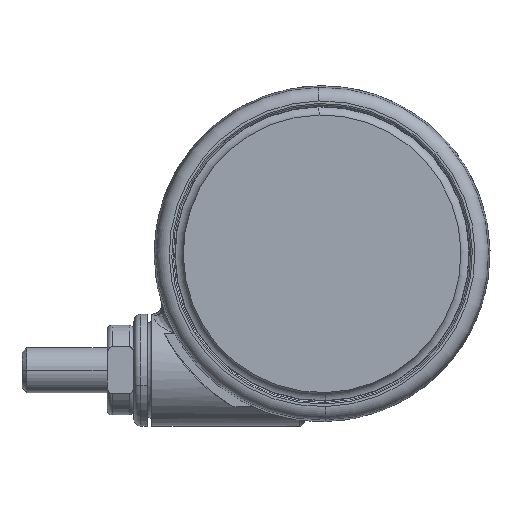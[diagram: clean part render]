
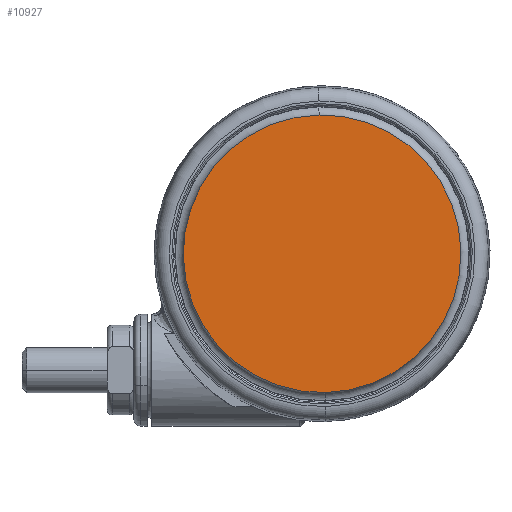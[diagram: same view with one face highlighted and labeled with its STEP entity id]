
A CAD part, left-side view. The second image highlights one B-rep face of the part: STEP entity #10927.
In plain terms, the highlighted face is planar.
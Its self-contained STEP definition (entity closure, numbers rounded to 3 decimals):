
#3432 = DIRECTION ( 'NONE',  ( 0., 0., -1. ) ) ;
#6048 = CARTESIAN_POINT ( 'NONE',  ( 0., 0., -47.7 ) ) ;
#10584 = DIRECTION ( 'NONE',  ( 0.412, 0.911, 0. ) ) ;
#10927 = ADVANCED_FACE ( 'NONE', ( #43550 ), #12371, .F. ) ;
#12137 = CIRCLE ( 'NONE', #28048, 31. ) ;
#12371 = PLANE ( 'NONE',  #48809 ) ;
#16041 = CARTESIAN_POINT ( 'NONE',  ( 12.771, 28.247, -47.7 ) ) ;
#16899 = CARTESIAN_POINT ( 'NONE',  ( 28.247, -12.771, -47.7 ) ) ;
#20578 = CIRCLE ( 'NONE', #57742, 31. ) ;
#21398 = DIRECTION ( 'NONE',  ( 0., 0., 1. ) ) ;
#28048 = AXIS2_PLACEMENT_3D ( 'NONE', #6048, #37364, #10584 ) ;
#28506 = ORIENTED_EDGE ( 'NONE', *, *, #41978, .T. ) ;
#29942 = VERTEX_POINT ( 'NONE', #16041 ) ;
#30252 = CARTESIAN_POINT ( 'NONE',  ( 0., 0., -47.7 ) ) ;
#34420 = EDGE_CURVE ( 'NONE', #46532, #29942, #20578, .T. ) ;
#34737 = DIRECTION ( 'NONE',  ( 0.412, 0.911, 0. ) ) ;
#34994 = ORIENTED_EDGE ( 'NONE', *, *, #34420, .T. ) ;
#37364 = DIRECTION ( 'NONE',  ( 0., 0., -1. ) ) ;
#41978 = EDGE_CURVE ( 'NONE', #29942, #46532, #12137, .T. ) ;
#43550 = FACE_OUTER_BOUND ( 'NONE', #51263, .T. ) ;
#46532 = VERTEX_POINT ( 'NONE', #50584 ) ;
#48809 = AXIS2_PLACEMENT_3D ( 'NONE', #16899, #21398, #52677 ) ;
#50584 = CARTESIAN_POINT ( 'NONE',  ( -12.771, -28.247, -47.7 ) ) ;
#51263 = EDGE_LOOP ( 'NONE', ( #28506, #34994 ) ) ;
#52677 = DIRECTION ( 'NONE',  ( -0.412, -0.911, 0. ) ) ;
#57742 = AXIS2_PLACEMENT_3D ( 'NONE', #30252, #3432, #34737 ) ;
